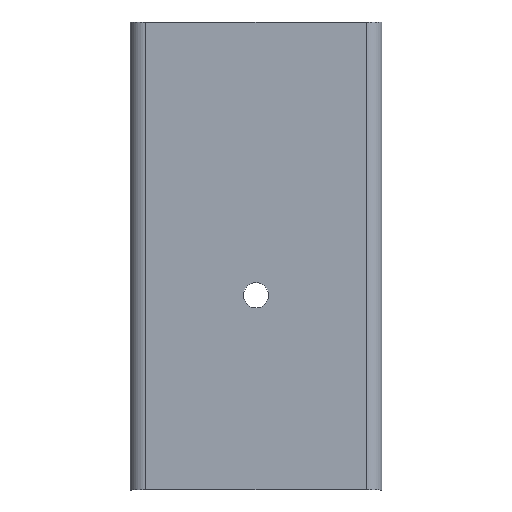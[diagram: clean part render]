
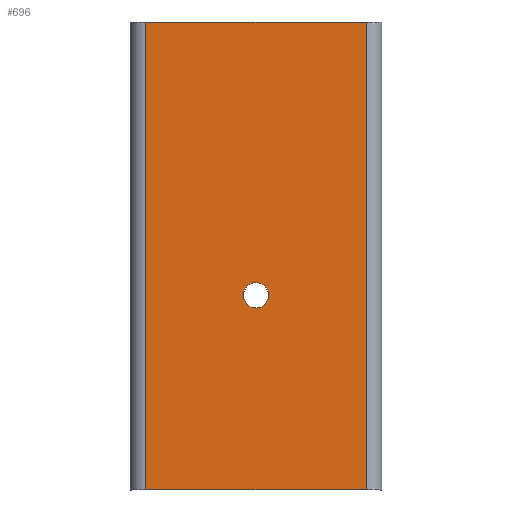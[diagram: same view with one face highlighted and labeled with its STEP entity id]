
A CAD part, top view. The second image highlights one B-rep face of the part: STEP entity #696.
In plain terms, the highlighted planar face has unit normal (0, 0, 1).
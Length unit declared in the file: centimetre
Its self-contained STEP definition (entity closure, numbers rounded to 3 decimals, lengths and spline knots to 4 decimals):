
#340 = CARTESIAN_POINT ( 'NONE',  ( 0., 29.75, 0. ) ) ;
#564 = VERTEX_POINT ( 'NONE', #588 ) ;
#588 = CARTESIAN_POINT ( 'NONE',  ( 0., 29.75, 0. ) ) ;
#649 = ORIENTED_EDGE ( 'NONE', *, *, #4990, .F. ) ;
#696 = ADVANCED_FACE ( 'NONE', ( #1892, #4005 ), #2377, .F. ) ;
#850 = CARTESIAN_POINT ( 'NONE',  ( 7., 12.375, 0. ) ) ;
#863 = CARTESIAN_POINT ( 'NONE',  ( 0., 29.75, 0. ) ) ;
#875 = CARTESIAN_POINT ( 'NONE',  ( 7.8, 12.375, 0. ) ) ;
#1006 = EDGE_CURVE ( 'NONE', #3519, #4500, #3360, .T. ) ;
#1113 = CARTESIAN_POINT ( 'NONE',  ( 7., 12.375, 0. ) ) ;
#1262 = AXIS2_PLACEMENT_3D ( 'NONE', #850, #6540, #6124 ) ;
#1675 = CARTESIAN_POINT ( 'NONE',  ( 0., 0., 0. ) ) ;
#1770 = ORIENTED_EDGE ( 'NONE', *, *, #1993, .F. ) ;
#1857 = DIRECTION ( 'NONE',  ( 0., 0., -1. ) ) ;
#1877 = EDGE_LOOP ( 'NONE', ( #3705, #1770, #649, #3527 ) ) ;
#1892 = FACE_BOUND ( 'NONE', #5578, .T. ) ;
#1993 = EDGE_CURVE ( 'NONE', #5063, #3042, #3273, .T. ) ;
#2212 = EDGE_CURVE ( 'NONE', #564, #2617, #6787, .T. ) ;
#2335 = CARTESIAN_POINT ( 'NONE',  ( 14., 0., 0. ) ) ;
#2368 = AXIS2_PLACEMENT_3D ( 'NONE', #1113, #3219, #5330 ) ;
#2375 = VECTOR ( 'NONE', #5629, 100. ) ;
#2377 = PLANE ( 'NONE',  #4325 ) ;
#2531 = DIRECTION ( 'NONE',  ( 1., 0., 0. ) ) ;
#2617 = VERTEX_POINT ( 'NONE', #1675 ) ;
#2705 = CIRCLE ( 'NONE', #2368, 0.8 ) ;
#3042 = VERTEX_POINT ( 'NONE', #2335 ) ;
#3138 = ORIENTED_EDGE ( 'NONE', *, *, #1006, .T. ) ;
#3219 = DIRECTION ( 'NONE',  ( 0., 0., -1. ) ) ;
#3273 = LINE ( 'NONE', #6281, #4968 ) ;
#3294 = CARTESIAN_POINT ( 'NONE',  ( 6.2, 12.375, 0. ) ) ;
#3360 = CIRCLE ( 'NONE', #1262, 0.8 ) ;
#3470 = LINE ( 'NONE', #6677, #3916 ) ;
#3479 = DIRECTION ( 'NONE',  ( -1., 0., 0. ) ) ;
#3485 = LINE ( 'NONE', #863, #2375 ) ;
#3519 = VERTEX_POINT ( 'NONE', #875 ) ;
#3527 = ORIENTED_EDGE ( 'NONE', *, *, #2212, .T. ) ;
#3680 = CARTESIAN_POINT ( 'NONE',  ( 0., 29.75, 0. ) ) ;
#3705 = ORIENTED_EDGE ( 'NONE', *, *, #4344, .T. ) ;
#3796 = DIRECTION ( 'NONE',  ( 0., -1., 0. ) ) ;
#3916 = VECTOR ( 'NONE', #2531, 100. ) ;
#4005 = FACE_OUTER_BOUND ( 'NONE', #1877, .T. ) ;
#4325 = AXIS2_PLACEMENT_3D ( 'NONE', #340, #1857, #3479 ) ;
#4344 = EDGE_CURVE ( 'NONE', #2617, #3042, #3470, .T. ) ;
#4500 = VERTEX_POINT ( 'NONE', #3294 ) ;
#4779 = EDGE_CURVE ( 'NONE', #4500, #3519, #2705, .T. ) ;
#4968 = VECTOR ( 'NONE', #3796, 100. ) ;
#4990 = EDGE_CURVE ( 'NONE', #564, #5063, #3485, .T. ) ;
#5063 = VERTEX_POINT ( 'NONE', #5257 ) ;
#5198 = VECTOR ( 'NONE', #5790, 100. ) ;
#5257 = CARTESIAN_POINT ( 'NONE',  ( 14., 29.75, 0. ) ) ;
#5330 = DIRECTION ( 'NONE',  ( -1., 0., 0. ) ) ;
#5578 = EDGE_LOOP ( 'NONE', ( #6111, #3138 ) ) ;
#5629 = DIRECTION ( 'NONE',  ( 1., 0., 0. ) ) ;
#5790 = DIRECTION ( 'NONE',  ( 0., -1., 0. ) ) ;
#6111 = ORIENTED_EDGE ( 'NONE', *, *, #4779, .T. ) ;
#6124 = DIRECTION ( 'NONE',  ( -1., 0., 0. ) ) ;
#6281 = CARTESIAN_POINT ( 'NONE',  ( 14., 29.75, 0. ) ) ;
#6540 = DIRECTION ( 'NONE',  ( 0., 0., -1. ) ) ;
#6677 = CARTESIAN_POINT ( 'NONE',  ( 0., 0., 0. ) ) ;
#6787 = LINE ( 'NONE', #3680, #5198 ) ;
